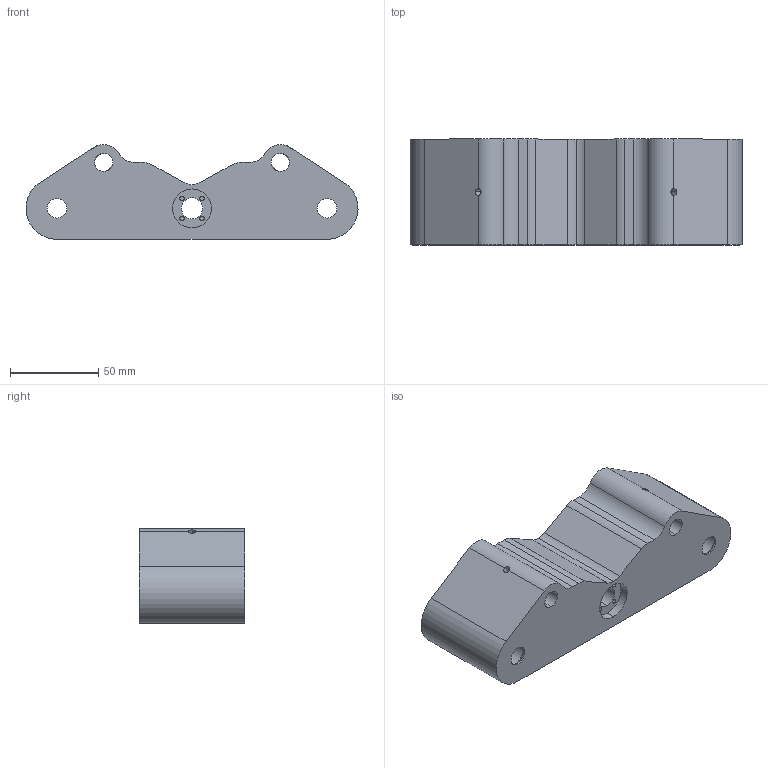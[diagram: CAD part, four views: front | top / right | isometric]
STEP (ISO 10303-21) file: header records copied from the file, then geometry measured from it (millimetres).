
FILE_DESCRIPTION (( 'STEP AP203' ), '1' );
FILE_NAME ('Podnoœnik wiert³a C.STEP', '2025-04-22T19:17:38', ( '' ), ( '' ), 'SwSTEP 2.0', 'SolidWorks 2024', '' );
FILE_SCHEMA (( 'CONFIG_CONTROL_DESIGN' ));
Length unit declared in the file: millimetre
Products named in the file (1): Podnośnik wiertła C
Bounding box: 188.08 x 60 x 53.62 mm (x, y, z)
Volume: 420067.4 mm3; surface area: 53151.8 mm2
Topology: 1 solids, 1 shells, 62 faces, 157 edges, 102 vertices
Faces by surface type: cylinder 42, plane 16, cone 4
Entity records: 2270 total; most frequent: CARTESIAN_POINT 618, DIRECTION 347, ORIENTED_EDGE 314, EDGE_CURVE 157, AXIS2_PLACEMENT_3D 139, VERTEX_POINT 102, EDGE_LOOP 81, CIRCLE 76
